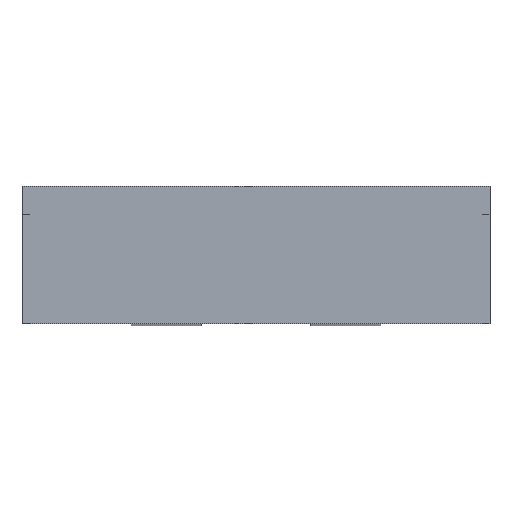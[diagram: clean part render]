
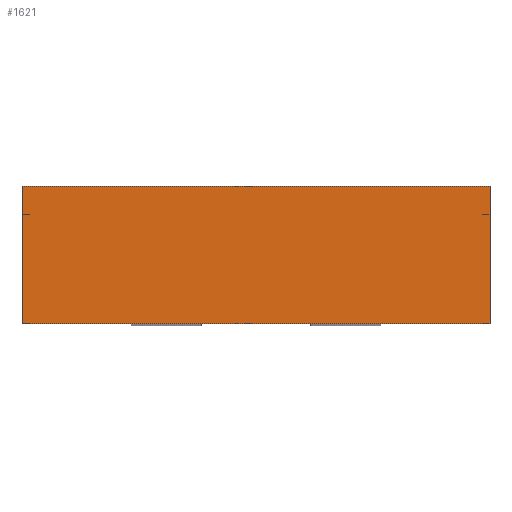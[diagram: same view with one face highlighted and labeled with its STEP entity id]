
A CAD part, top view. The second image highlights one B-rep face of the part: STEP entity #1621.
In plain terms, the highlighted planar face has unit normal (0, 0, 1).
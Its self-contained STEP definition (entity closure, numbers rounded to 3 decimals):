
#180=FACE_OUTER_BOUND('',#273,.T.);
#273=EDGE_LOOP('',(#1461,#1462,#1463,#1464,#1465,#1466));
#429=LINE('',#2543,#620);
#437=LINE('',#2567,#628);
#442=LINE('',#2581,#633);
#459=LINE('',#2613,#650);
#464=LINE('',#2622,#655);
#465=LINE('',#2624,#656);
#620=VECTOR('',#2086,10.);
#628=VECTOR('',#2112,10.);
#633=VECTOR('',#2125,10.);
#650=VECTOR('',#2154,10.);
#655=VECTOR('',#2167,10.);
#656=VECTOR('',#2170,10.);
#712=VERTEX_POINT('',#2316);
#743=VERTEX_POINT('',#2421);
#782=VERTEX_POINT('',#2540);
#783=VERTEX_POINT('',#2542);
#790=VERTEX_POINT('',#2565);
#795=VERTEX_POINT('',#2579);
#986=EDGE_CURVE('',#782,#783,#429,.T.);
#999=EDGE_CURVE('',#712,#790,#437,.T.);
#1006=EDGE_CURVE('',#795,#790,#442,.T.);
#1023=EDGE_CURVE('',#743,#795,#459,.T.);
#1028=EDGE_CURVE('',#743,#783,#464,.T.);
#1029=EDGE_CURVE('',#712,#782,#465,.T.);
#1461=ORIENTED_EDGE('',*,*,#1028,.T.);
#1462=ORIENTED_EDGE('',*,*,#986,.F.);
#1463=ORIENTED_EDGE('',*,*,#1029,.F.);
#1464=ORIENTED_EDGE('',*,*,#999,.T.);
#1465=ORIENTED_EDGE('',*,*,#1006,.F.);
#1466=ORIENTED_EDGE('',*,*,#1023,.F.);
#1543=PLANE('',#1754);
#1621=ADVANCED_FACE('',(#180),#1543,.T.);
#1754=AXIS2_PLACEMENT_3D('',#2623,#2168,#2169);
#2086=DIRECTION('',(1.,0.,0.));
#2112=DIRECTION('',(0.,-1.,0.));
#2125=DIRECTION('',(-1.,0.,0.));
#2154=DIRECTION('',(0.,-1.,0.));
#2167=DIRECTION('',(0.,1.,0.));
#2168=DIRECTION('center_axis',(0.,0.,1.));
#2169=DIRECTION('ref_axis',(1.,0.,0.));
#2170=DIRECTION('',(0.,1.,0.));
#2316=CARTESIAN_POINT('',(-33.25,0.,108.949));
#2421=CARTESIAN_POINT('',(33.25,0.,108.949));
#2540=CARTESIAN_POINT('',(-33.25,4.,108.949));
#2542=CARTESIAN_POINT('',(33.25,4.,108.949));
#2543=CARTESIAN_POINT('',(-33.25,4.,108.949));
#2565=CARTESIAN_POINT('',(-33.25,-15.5,108.949));
#2567=CARTESIAN_POINT('',(-33.25,0.,108.949));
#2579=CARTESIAN_POINT('',(33.25,-15.5,108.949));
#2581=CARTESIAN_POINT('',(-33.25,-15.5,108.949));
#2613=CARTESIAN_POINT('',(33.25,0.,108.949));
#2622=CARTESIAN_POINT('',(33.25,0.,108.949));
#2623=CARTESIAN_POINT('Origin',(-33.25,0.,108.949));
#2624=CARTESIAN_POINT('',(-33.25,0.,108.949));
